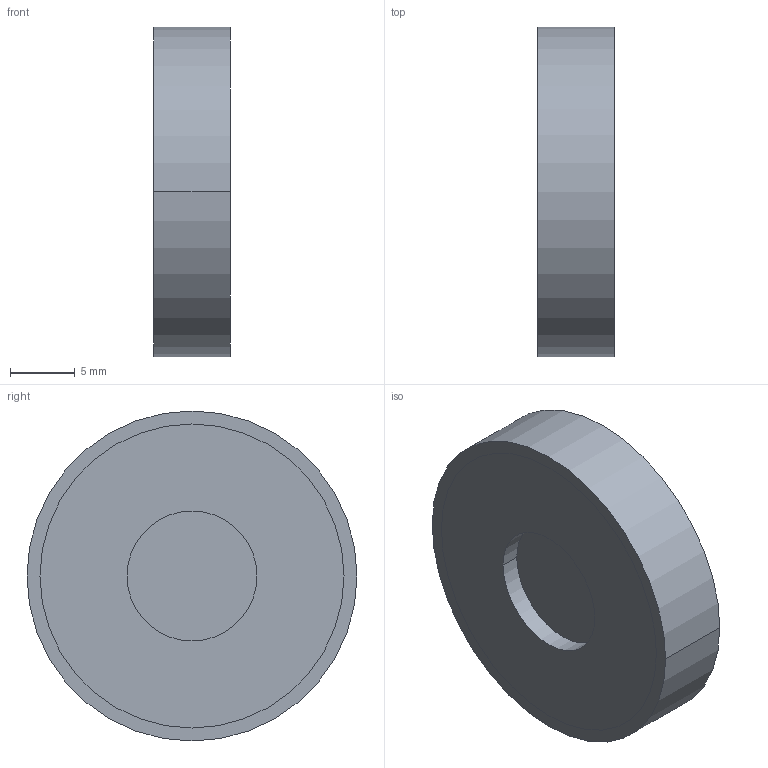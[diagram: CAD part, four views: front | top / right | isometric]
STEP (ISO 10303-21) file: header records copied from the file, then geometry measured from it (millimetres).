
FILE_DESCRIPTION (( 'STEP AP203' ), '1' );
FILE_NAME ('338000.STEP', '2021-07-16T05:55:18', ( '' ), ( '' ), 'SwSTEP 2.0', 'SolidWorks 2020', '' );
FILE_SCHEMA (( 'CONFIG_CONTROL_DESIGN' ));
Length unit declared in the file: millimetre
Products named in the file (1): 338000
Bounding box: 5.9 x 25.4 x 25.4 mm (x, y, z)
Volume: 3279.2 mm3; surface area: 3346.3 mm2
Topology: 4 solids, 4 shells, 24 faces, 42 edges, 28 vertices
Faces by surface type: cylinder 14, plane 10
Entity records: 669 total; most frequent: DIRECTION 120, CARTESIAN_POINT 95, ORIENTED_EDGE 84, AXIS2_PLACEMENT_3D 53, EDGE_CURVE 42, VERTEX_POINT 28, CIRCLE 28, EDGE_LOOP 28
